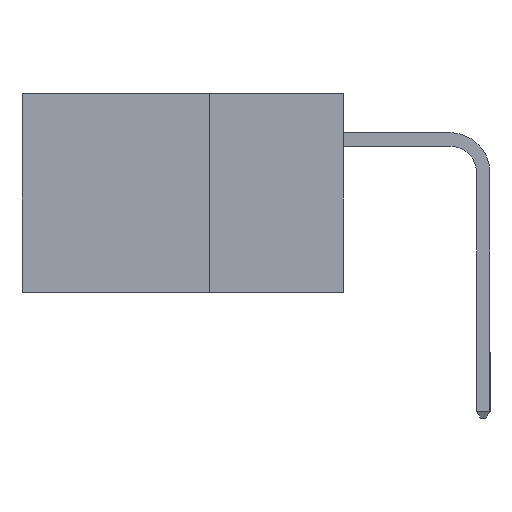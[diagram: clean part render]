
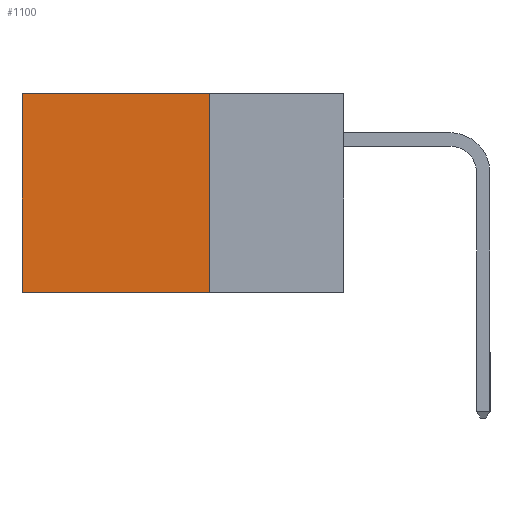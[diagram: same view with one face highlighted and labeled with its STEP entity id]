
A CAD part, left-side view. The second image highlights one B-rep face of the part: STEP entity #1100.
In plain terms, the highlighted planar face has unit normal (-1, 0, 0).
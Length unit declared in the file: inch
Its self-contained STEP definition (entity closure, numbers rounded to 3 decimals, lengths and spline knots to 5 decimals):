
#1100 = ADVANCED_FACE ( 'NONE', ( #10333 ), #1306, .F. ) ;
#1306 = PLANE ( 'NONE',  #18967 ) ;
#1656 = DIRECTION ( 'NONE',  ( 1., 0., 0. ) ) ;
#1868 = CARTESIAN_POINT ( 'NONE',  ( 0.2615, 0.6, -0.37 ) ) ;
#2270 = VECTOR ( 'NONE', #4763, 39.37008 ) ;
#3364 = ORIENTED_EDGE ( 'NONE', *, *, #8411, .T. ) ;
#3415 = CARTESIAN_POINT ( 'NONE',  ( 0.2615, 0.25, -0.37 ) ) ;
#3896 = VERTEX_POINT ( 'NONE', #9985 ) ;
#4189 = ORIENTED_EDGE ( 'NONE', *, *, #20473, .F. ) ;
#4385 = CARTESIAN_POINT ( 'NONE',  ( 0.2615, 0.25, -0.37 ) ) ;
#4534 = CARTESIAN_POINT ( 'NONE',  ( 0.2615, 0.6, -0.37 ) ) ;
#4763 = DIRECTION ( 'NONE',  ( 0., 0., -1. ) ) ;
#5532 = ORIENTED_EDGE ( 'NONE', *, *, #10316, .T. ) ;
#5610 = CARTESIAN_POINT ( 'NONE',  ( 0.2615, 0.25, 0. ) ) ;
#6051 = ORIENTED_EDGE ( 'NONE', *, *, #19548, .F. ) ;
#6355 = LINE ( 'NONE', #4534, #2270 ) ;
#6735 = VECTOR ( 'NONE', #12971, 39.37008 ) ;
#7077 = CARTESIAN_POINT ( 'NONE',  ( 0.2615, 0.25, -0.37 ) ) ;
#7176 = VERTEX_POINT ( 'NONE', #1868 ) ;
#8278 = CARTESIAN_POINT ( 'NONE',  ( 0.2615, 0.25, -0.37 ) ) ;
#8411 = EDGE_CURVE ( 'NONE', #16376, #3896, #21389, .T. ) ;
#9365 = DIRECTION ( 'NONE',  ( 0., 1., 0. ) ) ;
#9684 = VECTOR ( 'NONE', #13796, 39.37008 ) ;
#9985 = CARTESIAN_POINT ( 'NONE',  ( 0.2615, 0.6, 0. ) ) ;
#10178 = EDGE_LOOP ( 'NONE', ( #5532, #6051, #4189, #3364 ) ) ;
#10316 = EDGE_CURVE ( 'NONE', #3896, #7176, #6355, .T. ) ;
#10333 = FACE_OUTER_BOUND ( 'NONE', #10178, .T. ) ;
#10493 = LINE ( 'NONE', #7077, #6735 ) ;
#10680 = VERTEX_POINT ( 'NONE', #4385 ) ;
#12971 = DIRECTION ( 'NONE',  ( 0., 1., 0. ) ) ;
#13796 = DIRECTION ( 'NONE',  ( 0., 0., -1. ) ) ;
#14230 = VECTOR ( 'NONE', #9365, 39.37008 ) ;
#14857 = LINE ( 'NONE', #3415, #9684 ) ;
#15447 = CARTESIAN_POINT ( 'NONE',  ( 0.2615, 0.25, 0. ) ) ;
#16376 = VERTEX_POINT ( 'NONE', #15447 ) ;
#18967 = AXIS2_PLACEMENT_3D ( 'NONE', #8278, #1656, #19133 ) ;
#19133 = DIRECTION ( 'NONE',  ( 0., 0., -1. ) ) ;
#19548 = EDGE_CURVE ( 'NONE', #10680, #7176, #10493, .T. ) ;
#20473 = EDGE_CURVE ( 'NONE', #16376, #10680, #14857, .T. ) ;
#21389 = LINE ( 'NONE', #5610, #14230 ) ;
